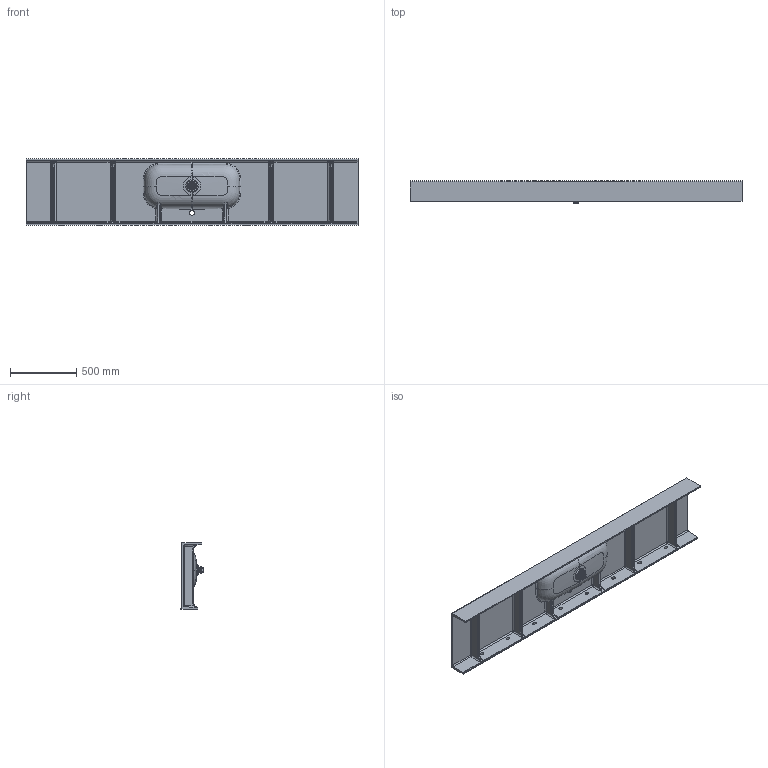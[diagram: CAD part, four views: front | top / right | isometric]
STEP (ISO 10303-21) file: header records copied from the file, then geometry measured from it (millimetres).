
FILE_DESCRIPTION (( 'STEP AP203' ), '1' );
FILE_NAME ('CALI70-P.STEP', '2021-09-10T08:12:18', ( '' ), ( '' ), 'SwSTEP 2.0', 'SolidWorks 2020', '' );
FILE_SCHEMA (( 'CONFIG_CONTROL_DESIGN' ));
Length unit declared in the file: millimetre
Products named in the file (1): CALI70-P
Bounding box: 2500 x 166.26 x 500 mm (x, y, z)
Volume: 29132467.1 mm3; surface area: 4262965 mm2
Topology: 8 solids, 8 shells, 582 faces, 1520 edges, 935 vertices
Faces by surface type: cylinder 242, bspline 121, plane 118, torus 37, cone 32, sphere 32
Entity records: 98968 total; most frequent: CARTESIAN_POINT 85861, ORIENTED_EDGE 3016, DIRECTION 2450, EDGE_CURVE 1508, AXIS2_PLACEMENT_3D 953, VERTEX_POINT 935, EDGE_LOOP 631, FACE_OUTER_BOUND 582
